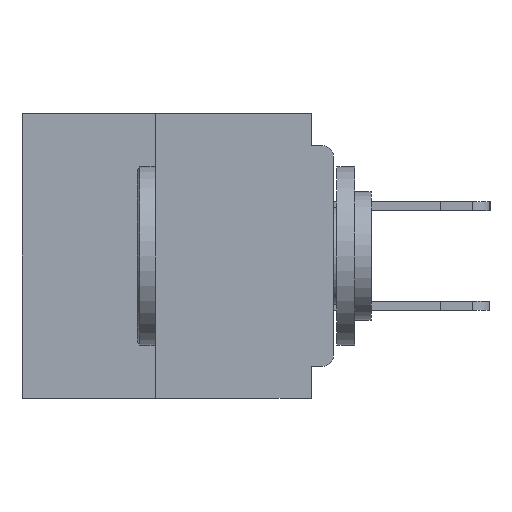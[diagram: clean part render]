
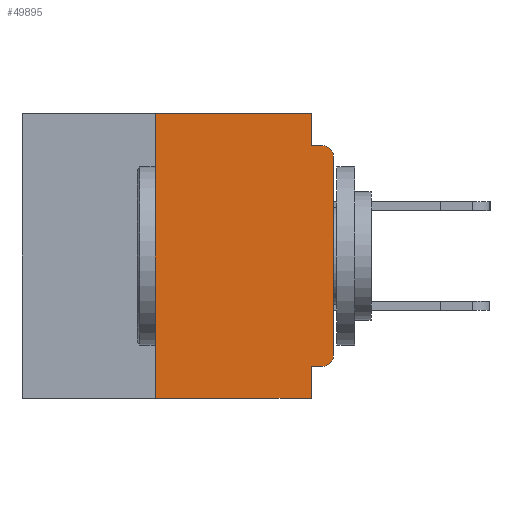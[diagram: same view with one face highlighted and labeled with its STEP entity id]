
A CAD part, left-side view. The second image highlights one B-rep face of the part: STEP entity #49895.
In plain terms, the highlighted planar face has unit normal (-1, 0, 0).
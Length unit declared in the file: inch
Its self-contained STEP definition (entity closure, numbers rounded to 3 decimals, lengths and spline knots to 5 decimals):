
#230 = LINE ( 'NONE', #45824, #30411 ) ;
#580 = DIRECTION ( 'NONE',  ( 0., 0., 1. ) ) ;
#2490 = CARTESIAN_POINT ( 'NONE',  ( 0., 0.437, 0. ) ) ;
#2666 = CARTESIAN_POINT ( 'NONE',  ( 0., 0.25, -0.4 ) ) ;
#3170 = CARTESIAN_POINT ( 'NONE',  ( 0., 0., -0.06 ) ) ;
#3275 = CARTESIAN_POINT ( 'NONE',  ( 0., 0., -0.355 ) ) ;
#3525 = ORIENTED_EDGE ( 'NONE', *, *, #40982, .T. ) ;
#5023 = DIRECTION ( 'NONE',  ( -1., 0., 0. ) ) ;
#5764 = EDGE_CURVE ( 'NONE', #26480, #37388, #12819, .T. ) ;
#5890 = CARTESIAN_POINT ( 'NONE',  ( 0., 0.015, -0.06 ) ) ;
#6723 = CARTESIAN_POINT ( 'NONE',  ( 0., 0.031, -0.355 ) ) ;
#7777 = AXIS2_PLACEMENT_3D ( 'NONE', #28622, #5023, #32560 ) ;
#8329 = CARTESIAN_POINT ( 'NONE',  ( 0., 0., 0. ) ) ;
#9045 = LINE ( 'NONE', #8329, #28762 ) ;
#9717 = VERTEX_POINT ( 'NONE', #32575 ) ;
#9761 = AXIS2_PLACEMENT_3D ( 'NONE', #38367, #14814, #42283 ) ;
#9871 = DIRECTION ( 'NONE',  ( 0., 0., -1. ) ) ;
#10090 = VECTOR ( 'NONE', #37952, 39.37008 ) ;
#10207 = VERTEX_POINT ( 'NONE', #35954 ) ;
#11836 = CIRCLE ( 'NONE', #7777, 0.015 ) ;
#12819 = CIRCLE ( 'NONE', #48685, 0.015 ) ;
#13047 = VECTOR ( 'NONE', #16935, 39.37008 ) ;
#13575 = ORIENTED_EDGE ( 'NONE', *, *, #18449, .F. ) ;
#14442 = VERTEX_POINT ( 'NONE', #6723 ) ;
#14814 = DIRECTION ( 'NONE',  ( 1., 0., 0. ) ) ;
#15378 = VERTEX_POINT ( 'NONE', #44398 ) ;
#16233 = VECTOR ( 'NONE', #46506, 39.37008 ) ;
#16256 = EDGE_CURVE ( 'NONE', #14442, #9717, #230, .T. ) ;
#16325 = EDGE_CURVE ( 'NONE', #10207, #14442, #47501, .T. ) ;
#16674 = CARTESIAN_POINT ( 'NONE',  ( 0., 0.015, -0.045 ) ) ;
#16935 = DIRECTION ( 'NONE',  ( 0., -1., 0. ) ) ;
#17332 = DIRECTION ( 'NONE',  ( 0., 0., 1. ) ) ;
#17411 = ORIENTED_EDGE ( 'NONE', *, *, #16256, .F. ) ;
#17891 = CARTESIAN_POINT ( 'NONE',  ( 0., 0., -0.34 ) ) ;
#18449 = EDGE_CURVE ( 'NONE', #36583, #21849, #44520, .T. ) ;
#19479 = FACE_OUTER_BOUND ( 'NONE', #45150, .T. ) ;
#20728 = CARTESIAN_POINT ( 'NONE',  ( 0., 0.437, -0.4 ) ) ;
#20818 = ORIENTED_EDGE ( 'NONE', *, *, #32090, .F. ) ;
#21849 = VERTEX_POINT ( 'NONE', #24301 ) ;
#23116 = VECTOR ( 'NONE', #50646, 39.37008 ) ;
#23681 = CARTESIAN_POINT ( 'NONE',  ( 0., 0.25, 0. ) ) ;
#23839 = VERTEX_POINT ( 'NONE', #2666 ) ;
#24240 = EDGE_CURVE ( 'NONE', #23839, #9717, #44363, .T. ) ;
#24301 = CARTESIAN_POINT ( 'NONE',  ( 0., 0.031, 0. ) ) ;
#26480 = VERTEX_POINT ( 'NONE', #3170 ) ;
#28622 = CARTESIAN_POINT ( 'NONE',  ( 0., 0.015, -0.34 ) ) ;
#28762 = VECTOR ( 'NONE', #580, 39.37008 ) ;
#30310 = DIRECTION ( 'NONE',  ( 0., 0., -1. ) ) ;
#30411 = VECTOR ( 'NONE', #30310, 39.37008 ) ;
#31211 = CARTESIAN_POINT ( 'NONE',  ( 0., 0., -0.045 ) ) ;
#32090 = EDGE_CURVE ( 'NONE', #23839, #36583, #35476, .T. ) ;
#32560 = DIRECTION ( 'NONE',  ( 0., 0., -1. ) ) ;
#32575 = CARTESIAN_POINT ( 'NONE',  ( 0., 0.031, -0.4 ) ) ;
#32944 = VECTOR ( 'NONE', #37932, 39.37008 ) ;
#33096 = ORIENTED_EDGE ( 'NONE', *, *, #5764, .T. ) ;
#33444 = DIRECTION ( 'NONE',  ( -1., 0., 0. ) ) ;
#35476 = LINE ( 'NONE', #40819, #44597 ) ;
#35954 = CARTESIAN_POINT ( 'NONE',  ( 0., 0.015, -0.355 ) ) ;
#36458 = ORIENTED_EDGE ( 'NONE', *, *, #49463, .T. ) ;
#36583 = VERTEX_POINT ( 'NONE', #23681 ) ;
#37388 = VERTEX_POINT ( 'NONE', #16674 ) ;
#37932 = DIRECTION ( 'NONE',  ( 0., -1., 0. ) ) ;
#37952 = DIRECTION ( 'NONE',  ( 0., 0., -1. ) ) ;
#38367 = CARTESIAN_POINT ( 'NONE',  ( 0., 0.437, 0. ) ) ;
#38983 = LINE ( 'NONE', #49678, #10090 ) ;
#39948 = EDGE_CURVE ( 'NONE', #21849, #15378, #38983, .T. ) ;
#40819 = CARTESIAN_POINT ( 'NONE',  ( 0., 0.25, -0.4 ) ) ;
#40982 = EDGE_CURVE ( 'NONE', #10207, #50415, #11836, .T. ) ;
#42283 = DIRECTION ( 'NONE',  ( 0., 0., -1. ) ) ;
#42616 = ORIENTED_EDGE ( 'NONE', *, *, #42637, .F. ) ;
#42637 = EDGE_CURVE ( 'NONE', #15378, #37388, #43910, .T. ) ;
#43910 = LINE ( 'NONE', #31211, #23116 ) ;
#44363 = LINE ( 'NONE', #20728, #13047 ) ;
#44398 = CARTESIAN_POINT ( 'NONE',  ( 0., 0.031, -0.045 ) ) ;
#44520 = LINE ( 'NONE', #2490, #32944 ) ;
#44597 = VECTOR ( 'NONE', #17332, 39.37008 ) ;
#45150 = EDGE_LOOP ( 'NONE', ( #36458, #33096, #42616, #48812, #13575, #20818, #48205, #17411, #47143, #3525 ) ) ;
#45824 = CARTESIAN_POINT ( 'NONE',  ( 0., 0.031, -0.4 ) ) ;
#46506 = DIRECTION ( 'NONE',  ( 0., 1., 0. ) ) ;
#47143 = ORIENTED_EDGE ( 'NONE', *, *, #16325, .F. ) ;
#47501 = LINE ( 'NONE', #3275, #16233 ) ;
#48205 = ORIENTED_EDGE ( 'NONE', *, *, #24240, .T. ) ;
#48685 = AXIS2_PLACEMENT_3D ( 'NONE', #5890, #33444, #9871 ) ;
#48812 = ORIENTED_EDGE ( 'NONE', *, *, #39948, .F. ) ;
#49463 = EDGE_CURVE ( 'NONE', #50415, #26480, #9045, .T. ) ;
#49678 = CARTESIAN_POINT ( 'NONE',  ( 0., 0.031, 0. ) ) ;
#49895 = ADVANCED_FACE ( 'NONE', ( #19479 ), #49930, .F. ) ;
#49930 = PLANE ( 'NONE',  #9761 ) ;
#50415 = VERTEX_POINT ( 'NONE', #17891 ) ;
#50646 = DIRECTION ( 'NONE',  ( 0., -1., 0. ) ) ;
